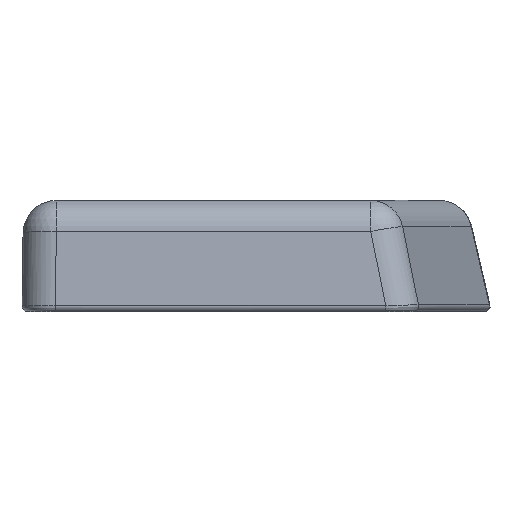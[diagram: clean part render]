
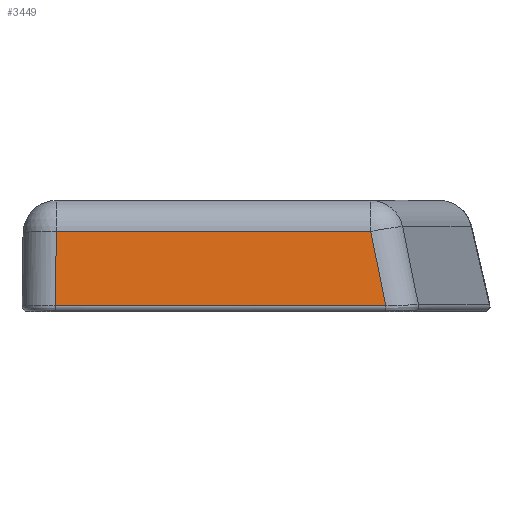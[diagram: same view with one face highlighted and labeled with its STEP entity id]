
A CAD part, left-side view. The second image highlights one B-rep face of the part: STEP entity #3449.
In plain terms, the highlighted planar face has unit normal (-0.998, 0, 0.07).
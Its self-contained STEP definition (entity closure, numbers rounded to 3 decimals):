
#721 = CYLINDRICAL_SURFACE('',#722,0.25);
#722 = AXIS2_PLACEMENT_3D('',#723,#724,#725);
#723 = CARTESIAN_POINT('',(0.268,-16.773,0.25));
#724 = DIRECTION('',(0.,1.,0.));
#725 = DIRECTION('',(0.,0.,-1.));
#2035 = VERTEX_POINT('',#2036);
#2036 = CARTESIAN_POINT('',(0.019,-1.856,
    0.267));
#2095 = CYLINDRICAL_SURFACE('',#2096,1.5);
#2096 = AXIS2_PLACEMENT_3D('',#2097,#2098,#2099);
#2097 = CARTESIAN_POINT('',(1.494,-1.851,
    -0.132));
#2098 = DIRECTION('',(0.07,-0.015,
    0.997));
#2099 = DIRECTION('',(0.208,0.978,0.));
#2277 = VERTEX_POINT('',#2278);
#2278 = CARTESIAN_POINT('',(0.019,-16.719,
    0.267));
#2305 = EDGE_CURVE('',#2277,#2035,#2306,.T.);
#2306 = SURFACE_CURVE('',#2307,(#2311,#2318),.PCURVE_S1.);
#2307 = LINE('',#2308,#2309);
#2308 = CARTESIAN_POINT('',(0.019,-16.773,
    0.267));
#2309 = VECTOR('',#2310,1.);
#2310 = DIRECTION('',(0.,1.,0.));
#2311 = PCURVE('',#721,#2312);
#2312 = DEFINITIONAL_REPRESENTATION('',(#2313),#2317);
#2313 = LINE('',#2314,#2315);
#2314 = CARTESIAN_POINT('',(1.641,0.));
#2315 = VECTOR('',#2316,1.);
#2316 = DIRECTION('',(0.,1.));
#2317 = ( GEOMETRIC_REPRESENTATION_CONTEXT(2)
PARAMETRIC_REPRESENTATION_CONTEXT() REPRESENTATION_CONTEXT('2D SPACE',''
  ) );
#2318 = PCURVE('',#2319,#2324);
#2319 = PLANE('',#2320);
#2320 = AXIS2_PLACEMENT_3D('',#2321,#2322,#2323);
#2321 = CARTESIAN_POINT('',(0.174,-9.,2.494));
#2322 = DIRECTION('',(-0.998,0.,0.07));
#2323 = DIRECTION('',(0.,1.,0.));
#2324 = DEFINITIONAL_REPRESENTATION('',(#2325),#2329);
#2325 = LINE('',#2326,#2327);
#2326 = CARTESIAN_POINT('',(-7.773,2.232));
#2327 = VECTOR('',#2328,1.);
#2328 = DIRECTION('',(1.,0.));
#2329 = ( GEOMETRIC_REPRESENTATION_CONTEXT(2)
PARAMETRIC_REPRESENTATION_CONTEXT() REPRESENTATION_CONTEXT('2D SPACE',''
  ) );
#2458 = CYLINDRICAL_SURFACE('',#2459,1.5);
#2459 = AXIS2_PLACEMENT_3D('',#2460,#2461,#2462);
#2460 = CARTESIAN_POINT('',(1.829,-15.809,4.658)
  );
#2461 = DIRECTION('',(-0.068,-0.198,
    -0.978));
#2462 = DIRECTION('',(-0.998,0.,
    0.07));
#3333 = EDGE_CURVE('',#2035,#3334,#3336,.T.);
#3334 = VERTEX_POINT('',#3335);
#3335 = CARTESIAN_POINT('',(0.252,-1.905,
    3.605));
#3336 = SURFACE_CURVE('',#3337,(#3341,#3348),.PCURVE_S1.);
#3337 = LINE('',#3338,#3339);
#3338 = CARTESIAN_POINT('',(-0.002,-1.851,
    -0.027));
#3339 = VECTOR('',#3340,1.);
#3340 = DIRECTION('',(0.07,-0.015,
    0.997));
#3341 = PCURVE('',#2095,#3342);
#3342 = DEFINITIONAL_REPRESENTATION('',(#3343),#3347);
#3343 = LINE('',#3344,#3345);
#3344 = CARTESIAN_POINT('',(1.78,0.));
#3345 = VECTOR('',#3346,1.);
#3346 = DIRECTION('',(0.,1.));
#3347 = ( GEOMETRIC_REPRESENTATION_CONTEXT(2)
PARAMETRIC_REPRESENTATION_CONTEXT() REPRESENTATION_CONTEXT('2D SPACE',''
  ) );
#3348 = PCURVE('',#2319,#3349);
#3349 = DEFINITIONAL_REPRESENTATION('',(#3350),#3354);
#3350 = LINE('',#3351,#3352);
#3351 = CARTESIAN_POINT('',(7.149,2.527));
#3352 = VECTOR('',#3353,1.);
#3353 = DIRECTION('',(-0.015,-1.));
#3354 = ( GEOMETRIC_REPRESENTATION_CONTEXT(2)
PARAMETRIC_REPRESENTATION_CONTEXT() REPRESENTATION_CONTEXT('2D SPACE',''
  ) );
#3449 = ADVANCED_FACE('',(#3450),#2319,.T.);
#3450 = FACE_BOUND('',#3451,.T.);
#3451 = EDGE_LOOP('',(#3452,#3475,#3501,#3502));
#3452 = ORIENTED_EDGE('',*,*,#3453,.F.);
#3453 = EDGE_CURVE('',#3454,#2277,#3456,.T.);
#3454 = VERTEX_POINT('',#3455);
#3455 = CARTESIAN_POINT('',(0.252,-16.043,
    3.605));
#3456 = SURFACE_CURVE('',#3457,(#3461,#3468),.PCURVE_S1.);
#3457 = LINE('',#3458,#3459);
#3458 = CARTESIAN_POINT('',(0.333,-15.809,4.763
    ));
#3459 = VECTOR('',#3460,1.);
#3460 = DIRECTION('',(-0.068,-0.198,
    -0.978));
#3461 = PCURVE('',#2319,#3462);
#3462 = DEFINITIONAL_REPRESENTATION('',(#3463),#3467);
#3463 = LINE('',#3464,#3465);
#3464 = CARTESIAN_POINT('',(-6.809,-2.274));
#3465 = VECTOR('',#3466,1.);
#3466 = DIRECTION('',(-0.198,0.98));
#3467 = ( GEOMETRIC_REPRESENTATION_CONTEXT(2)
PARAMETRIC_REPRESENTATION_CONTEXT() REPRESENTATION_CONTEXT('2D SPACE',''
  ) );
#3468 = PCURVE('',#2458,#3469);
#3469 = DEFINITIONAL_REPRESENTATION('',(#3470),#3474);
#3470 = LINE('',#3471,#3472);
#3471 = CARTESIAN_POINT('',(-0.,0.));
#3472 = VECTOR('',#3473,1.);
#3473 = DIRECTION('',(-0.,1.));
#3474 = ( GEOMETRIC_REPRESENTATION_CONTEXT(2)
PARAMETRIC_REPRESENTATION_CONTEXT() REPRESENTATION_CONTEXT('2D SPACE',''
  ) );
#3475 = ORIENTED_EDGE('',*,*,#3476,.F.);
#3476 = EDGE_CURVE('',#3334,#3454,#3477,.T.);
#3477 = SURFACE_CURVE('',#3478,(#3482,#3489),.PCURVE_S1.);
#3478 = LINE('',#3479,#3480);
#3479 = CARTESIAN_POINT('',(0.252,-0.074,
    3.605));
#3480 = VECTOR('',#3481,1.);
#3481 = DIRECTION('',(0.,-1.,0.));
#3482 = PCURVE('',#2319,#3483);
#3483 = DEFINITIONAL_REPRESENTATION('',(#3484),#3488);
#3484 = LINE('',#3485,#3486);
#3485 = CARTESIAN_POINT('',(8.926,-1.113));
#3486 = VECTOR('',#3487,1.);
#3487 = DIRECTION('',(-1.,-0.));
#3488 = ( GEOMETRIC_REPRESENTATION_CONTEXT(2)
PARAMETRIC_REPRESENTATION_CONTEXT() REPRESENTATION_CONTEXT('2D SPACE',''
  ) );
#3489 = PCURVE('',#3490,#3495);
#3490 = CYLINDRICAL_SURFACE('',#3491,1.5);
#3491 = AXIS2_PLACEMENT_3D('',#3492,#3493,#3494);
#3492 = CARTESIAN_POINT('',(1.748,-0.074,3.5));
#3493 = DIRECTION('',(0.,-1.,0.));
#3494 = DIRECTION('',(0.,0.,1.));
#3495 = DEFINITIONAL_REPRESENTATION('',(#3496),#3500);
#3496 = LINE('',#3497,#3498);
#3497 = CARTESIAN_POINT('',(1.501,0.));
#3498 = VECTOR('',#3499,1.);
#3499 = DIRECTION('',(0.,1.));
#3500 = ( GEOMETRIC_REPRESENTATION_CONTEXT(2)
PARAMETRIC_REPRESENTATION_CONTEXT() REPRESENTATION_CONTEXT('2D SPACE',''
  ) );
#3501 = ORIENTED_EDGE('',*,*,#3333,.F.);
#3502 = ORIENTED_EDGE('',*,*,#2305,.F.);
